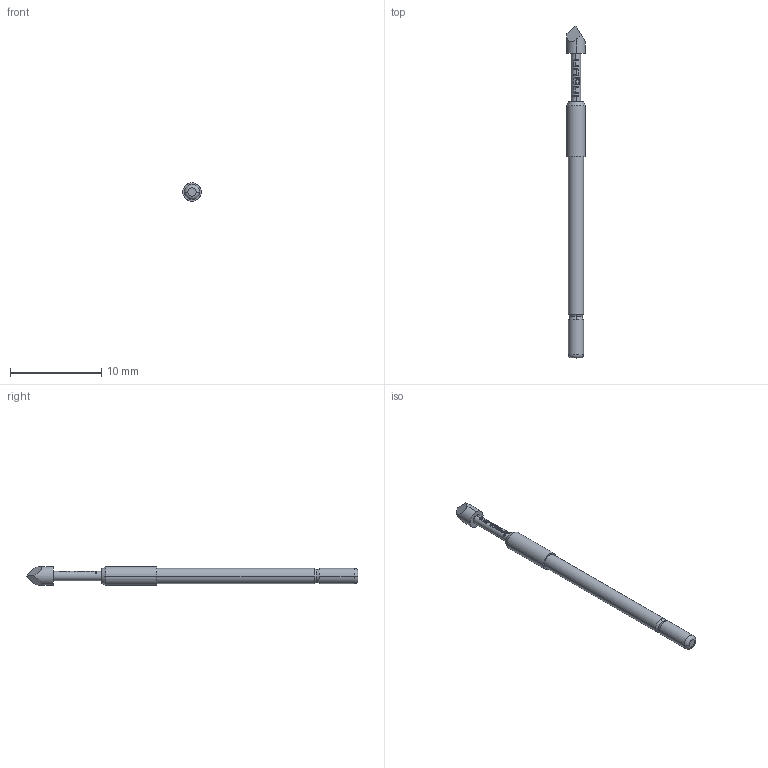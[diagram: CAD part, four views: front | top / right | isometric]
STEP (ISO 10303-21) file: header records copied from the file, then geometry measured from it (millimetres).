
FILE_DESCRIPTION (( 'STEP AP203' ), '1' );
FILE_NAME ('INGUN_GKS-112_207_200_A_xx06.STEP', '2020-07-24T09:33:04', ( '' ), ( '' ), 'SwSTEP 2.0', 'SolidWorks 2018', '' );
FILE_SCHEMA (( 'CONFIG_CONTROL_DESIGN' ));
Length unit declared in the file: millimetre
Products named in the file (1): INGUN_GKS-112_207_200_A_xx06
Bounding box: 2 x 36.3 x 2 mm (x, y, z)
Volume: 75.8 mm3; surface area: 194.2 mm2
Topology: 1 solids, 1 shells, 111 faces, 304 edges, 200 vertices
Faces by surface type: bspline 45, cylinder 29, plane 25, torus 8, cone 4
Entity records: 4717 total; most frequent: CARTESIAN_POINT 2374, ORIENTED_EDGE 608, EDGE_CURVE 304, DIRECTION 253, B_SPLINE_CURVE_WITH_KNOTS 222, VERTEX_POINT 200, EDGE_LOOP 116, FACE_OUTER_BOUND 111
